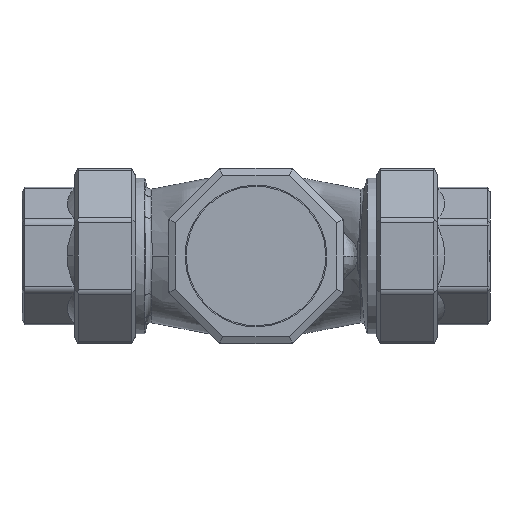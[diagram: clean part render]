
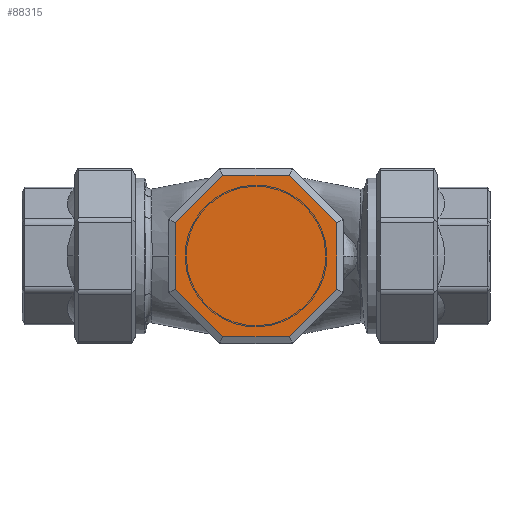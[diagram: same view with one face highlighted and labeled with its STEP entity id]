
A CAD part, front view. The second image highlights one B-rep face of the part: STEP entity #88315.
In plain terms, the highlighted planar face has unit normal (0, -1, 0).
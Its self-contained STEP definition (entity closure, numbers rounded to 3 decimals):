
#208 = VERTEX_POINT ( 'NONE', #97169 ) ;
#242 = VERTEX_POINT ( 'NONE', #97186 ) ;
#10083 = LINE ( 'NONE', #10134, #78464 ) ;
#10091 = LINE ( 'NONE', #10094, #78040 ) ;
#10094 = CARTESIAN_POINT ( 'NONE',  ( 34.102, -73.039, -52.483 ) ) ;
#10096 = DIRECTION ( 'NONE',  ( 0., 0., 1. ) ) ;
#10098 = LINE ( 'NONE', #10101, #78457 ) ;
#10101 = CARTESIAN_POINT ( 'NONE',  ( -50.355, -73.039, -2.128 ) ) ;
#10103 = DIRECTION ( 'NONE',  ( -0.707, 0., -0.707 ) ) ;
#10105 = LINE ( 'NONE', #10108, #78208 ) ;
#10108 = CARTESIAN_POINT ( 'NONE',  ( 0., -73.039, 34.102 ) ) ;
#10110 = DIRECTION ( 'NONE',  ( -1., 0., 0. ) ) ;
#10134 = CARTESIAN_POINT ( 'NONE',  ( -34.102, -73.039, -52.483 ) ) ;
#10138 = DIRECTION ( 'NONE',  ( 0., 0., -1. ) ) ;
#26902 = VECTOR ( 'NONE', #96678, 1000. ) ;
#27106 = VECTOR ( 'NONE', #78974, 1000. ) ;
#27148 = VECTOR ( 'NONE', #78908, 1000. ) ;
#39256 = CARTESIAN_POINT ( 'NONE',  ( -14.126, -73.039, 34.102 ) ) ;
#39448 = CARTESIAN_POINT ( 'NONE',  ( -14.126, -73.039, -34.102 ) ) ;
#40036 = CARTESIAN_POINT ( 'NONE',  ( 0., -73.039, -52.483 ) ) ;
#40052 = FACE_OUTER_BOUND ( 'NONE', #101737, .T. ) ;
#40054 = PLANE ( 'NONE',  #96902 ) ;
#40060 = DIRECTION ( 'NONE',  ( 0., 1., 0. ) ) ;
#40062 = DIRECTION ( 'NONE',  ( -0.383, 0., 0.924 ) ) ;
#70701 = VERTEX_POINT ( 'NONE', #96583 ) ;
#70705 = VERTEX_POINT ( 'NONE', #96591 ) ;
#74445 = EDGE_CURVE ( 'NONE', #208, #242, #96672, .T. ) ;
#74451 = EDGE_CURVE ( 'NONE', #70705, #70701, #78873, .T. ) ;
#74460 = EDGE_CURVE ( 'NONE', #84615, #70705, #78969, .T. ) ;
#77829 = CARTESIAN_POINT ( 'NONE',  ( -34.102, -73.039, 14.126 ) ) ;
#78040 = VECTOR ( 'NONE', #10096, 1000. ) ;
#78208 = VECTOR ( 'NONE', #10110, 1000. ) ;
#78457 = VECTOR ( 'NONE', #10103, 1000. ) ;
#78464 = VECTOR ( 'NONE', #10138, 1000. ) ;
#78514 = LINE ( 'NONE', #78515, #86806 ) ;
#78515 = CARTESIAN_POINT ( 'NONE',  ( 2.128, -73.039, -50.355 ) ) ;
#78516 = DIRECTION ( 'NONE',  ( 0.707, 0., -0.707 ) ) ;
#78774 = VERTEX_POINT ( 'NONE', #79214 ) ;
#78873 = LINE ( 'NONE', #78906, #27148 ) ;
#78906 = CARTESIAN_POINT ( 'NONE',  ( -2.128, -73.039, -50.355 ) ) ;
#78908 = DIRECTION ( 'NONE',  ( 0.707, 0., 0.707 ) ) ;
#78969 = LINE ( 'NONE', #78972, #27106 ) ;
#78972 = CARTESIAN_POINT ( 'NONE',  ( 0., -73.039, -34.102 ) ) ;
#78974 = DIRECTION ( 'NONE',  ( 1., 0., 0. ) ) ;
#79214 = CARTESIAN_POINT ( 'NONE',  ( -34.102, -73.039, -14.126 ) ) ;
#82216 = VERTEX_POINT ( 'NONE', #77829 ) ;
#82243 = VERTEX_POINT ( 'NONE', #39256 ) ;
#84615 = VERTEX_POINT ( 'NONE', #39448 ) ;
#86806 = VECTOR ( 'NONE', #78516, 1000. ) ;
#88315 = ADVANCED_FACE ( 'NONE', ( #40052 ), #40054, .F. ) ;
#94054 = EDGE_CURVE ( 'NONE', #78774, #84615, #78514, .T. ) ;
#96583 = CARTESIAN_POINT ( 'NONE',  ( 34.102, -73.039, -14.126 ) ) ;
#96591 = CARTESIAN_POINT ( 'NONE',  ( 14.126, -73.039, -34.102 ) ) ;
#96672 = LINE ( 'NONE', #96676, #26902 ) ;
#96676 = CARTESIAN_POINT ( 'NONE',  ( 50.355, -73.039, -2.128 ) ) ;
#96678 = DIRECTION ( 'NONE',  ( -0.707, 0., 0.707 ) ) ;
#96902 = AXIS2_PLACEMENT_3D ( 'NONE', #40036, #40060, #40062 ) ;
#97169 = CARTESIAN_POINT ( 'NONE',  ( 34.102, -73.039, 14.126 ) ) ;
#97186 = CARTESIAN_POINT ( 'NONE',  ( 14.126, -73.039, 34.102 ) ) ;
#99262 = ORIENTED_EDGE ( 'NONE', *, *, #94054, .T. ) ;
#99264 = ORIENTED_EDGE ( 'NONE', *, *, #74460, .T. ) ;
#99266 = ORIENTED_EDGE ( 'NONE', *, *, #74451, .T. ) ;
#99268 = ORIENTED_EDGE ( 'NONE', *, *, #120015, .T. ) ;
#99270 = ORIENTED_EDGE ( 'NONE', *, *, #74445, .T. ) ;
#99272 = ORIENTED_EDGE ( 'NONE', *, *, #120023, .T. ) ;
#99274 = ORIENTED_EDGE ( 'NONE', *, *, #120019, .T. ) ;
#99276 = ORIENTED_EDGE ( 'NONE', *, *, #120043, .T. ) ;
#101737 = EDGE_LOOP ( 'NONE', ( #99262, #99264, #99266, #99268, #99270, #99272, #99274, #99276 ) ) ;
#120015 = EDGE_CURVE ( 'NONE', #70701, #208, #10091, .T. ) ;
#120019 = EDGE_CURVE ( 'NONE', #82243, #82216, #10098, .T. ) ;
#120023 = EDGE_CURVE ( 'NONE', #242, #82243, #10105, .T. ) ;
#120043 = EDGE_CURVE ( 'NONE', #82216, #78774, #10083, .T. ) ;
